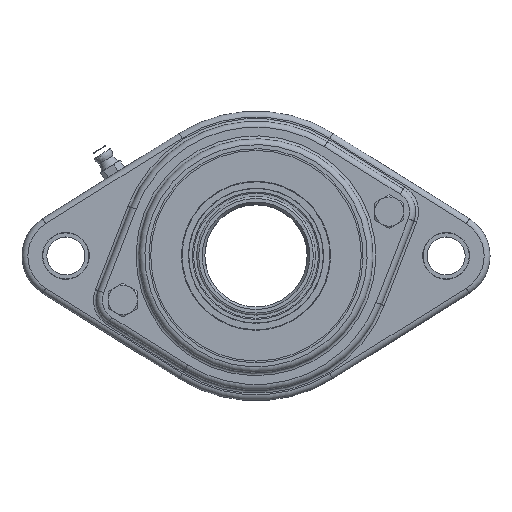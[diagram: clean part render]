
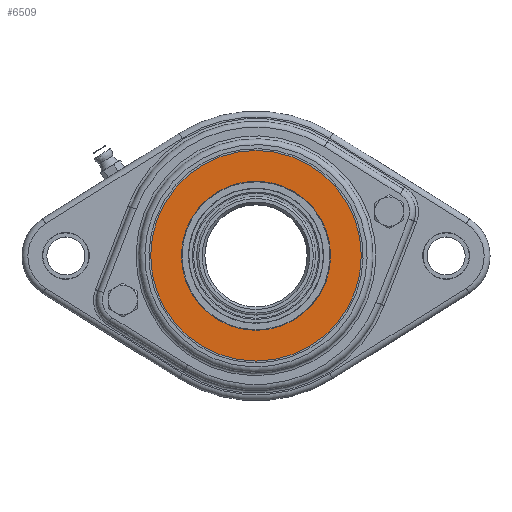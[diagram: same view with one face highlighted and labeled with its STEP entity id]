
A CAD part, top view. The second image highlights one B-rep face of the part: STEP entity #6509.
In plain terms, the highlighted planar face has unit normal (0, 0, 1).
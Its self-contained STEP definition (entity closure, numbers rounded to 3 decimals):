
#459=FACE_OUTER_BOUND('',#1781,.T.);
#1468=PLANE('',#7073);
#1618=FACE_BOUND('',#1782,.T.);
#1781=EDGE_LOOP('',(#4604));
#1782=EDGE_LOOP('',(#4605));
#2268=CIRCLE('',#7068,25.5);
#2271=CIRCLE('',#7072,36.);
#2817=VERTEX_POINT('',#10732);
#2820=VERTEX_POINT('',#10740);
#3478=EDGE_CURVE('',#2817,#2817,#2268,.T.);
#3483=EDGE_CURVE('',#2820,#2820,#2271,.T.);
#4604=ORIENTED_EDGE('',*,*,#3483,.T.);
#4605=ORIENTED_EDGE('',*,*,#3478,.T.);
#6509=ADVANCED_FACE('',(#459,#1618),#1468,.T.);
#7068=AXIS2_PLACEMENT_3D('',#10733,#8233,#8234);
#7072=AXIS2_PLACEMENT_3D('',#10742,#8243,#8244);
#7073=AXIS2_PLACEMENT_3D('',#10743,#8245,#8246);
#8233=DIRECTION('center_axis',(0.,0.,
-1.));
#8234=DIRECTION('ref_axis',(-1.,0.,0.));
#8243=DIRECTION('center_axis',(0.,0.,
1.));
#8244=DIRECTION('ref_axis',(-1.,0.,0.));
#8245=DIRECTION('center_axis',(0.,0.,
1.));
#8246=DIRECTION('ref_axis',(-1.,0.,0.));
#10732=CARTESIAN_POINT('',(25.5,0.,36.2));
#10733=CARTESIAN_POINT('Origin',(0.,0.,
36.2));
#10740=CARTESIAN_POINT('',(36.,0.,36.2));
#10742=CARTESIAN_POINT('Origin',(0.,0.,
36.2));
#10743=CARTESIAN_POINT('Origin',(0.,0.,
36.2));
